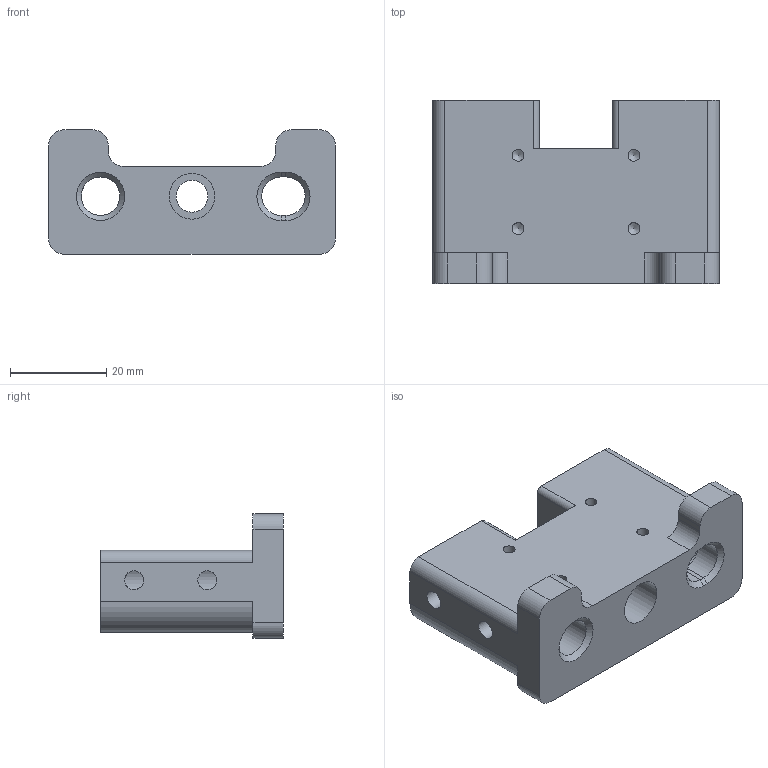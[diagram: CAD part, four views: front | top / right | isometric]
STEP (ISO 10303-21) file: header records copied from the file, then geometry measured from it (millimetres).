
FILE_DESCRIPTION(/* description */ ('NP2 CAMERA CAP REINFORCED'),/* implementation_level */ '2;1');
FILE_NAME(/* name */ '51019 NP2 CAMERA CAP REINFORCED.stp',/* time_stamp */ '2022-10-04T21:46:05-04:00',/* author */ ('jonba'),/* organization */ (''),/* preprocessor_version */ 'ST-DEVELOPER v18.1',/* originating_system */ 'Autodesk Inventor 2022',/* authorisation */ '');
FILE_SCHEMA (('AUTOMOTIVE_DESIGN { 1 0 10303 214 3 1 1 }'));
Length unit declared in the file: inch
Products named in the file (1): 51019
Bounding box: 59.69 x 38.1 x 25.91 mm (x, y, z)
Volume: 30234.2 mm3; surface area: 11428.5 mm2
Topology: 1 solids, 1 shells, 67 faces, 186 edges, 122 vertices
Faces by surface type: cylinder 33, plane 27, cone 7
Full cylindrical faces by diameter (mm): 2.459 x4, 3.302 x2, 3.962 x4, 6.647 x1, 8.026 x1, 9.525 x1
Entity records: 2397 total; most frequent: CARTESIAN_POINT 575, DIRECTION 372, ORIENTED_EDGE 364, EDGE_CURVE 182, AXIS2_PLACEMENT_3D 133, VERTEX_POINT 122, LINE 106, VECTOR 106
